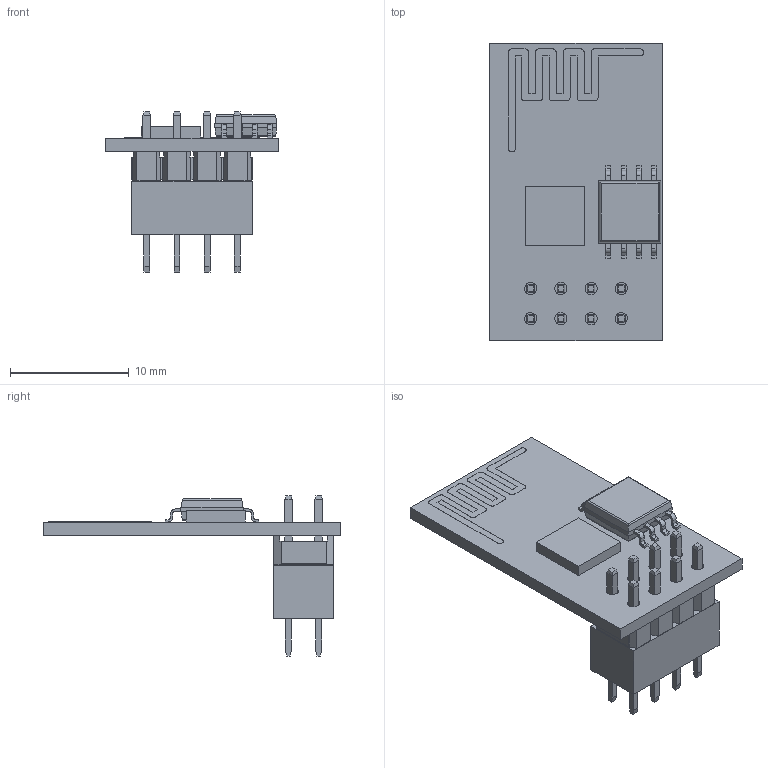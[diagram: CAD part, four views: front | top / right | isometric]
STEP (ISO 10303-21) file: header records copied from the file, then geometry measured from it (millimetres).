
FILE_DESCRIPTION(('FreeCAD Model'),'2;1');
FILE_NAME('SOLID011_sp_sp.step', '2018-08-17T22:45:34',('kicad StepUp'),('ksu MCAD'), 'Open CASCADE STEP processor 6.8','FreeCAD','Unknown');
FILE_SCHEMA(('AUTOMOTIVE_DESIGN_CC2 { 1 2 10303 214 -1 1 5 4 }'));
Length unit declared in the file: millimetre
Products named in the file (2): ASSEMBLY; SOLID011_sp_sp
Assembly tree (1 placements, depth 2):
  ASSEMBLY
    SOLID011_sp_sp
Bounding box: 14.5 x 25 x 13.48 mm (x, y, z)
Volume: 809.5 mm3; surface area: 1653.8 mm2
Topology: 1 solids, 1 shells, 517 faces, 1351 edges, 860 vertices
Faces by surface type: plane 445, cylinder 72
Entity records: 19210 total; most frequent: CARTESIAN_POINT 2834, ORIENTED_EDGE 2702, DIRECTION 2437, EDGE_CURVE 1351, LINE 1143, VECTOR 1143, VERTEX_POINT 860, AXIS2_PLACEMENT_3D 647
